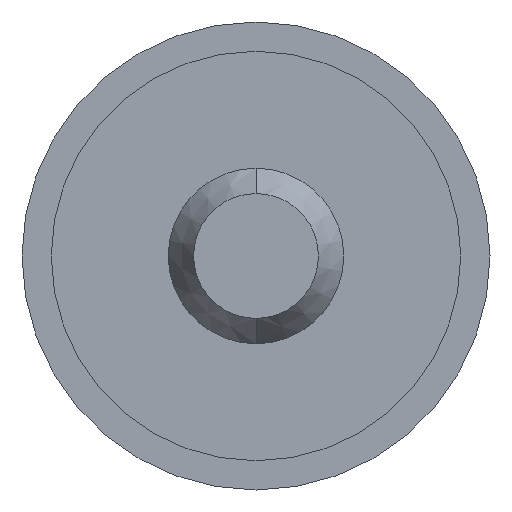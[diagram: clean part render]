
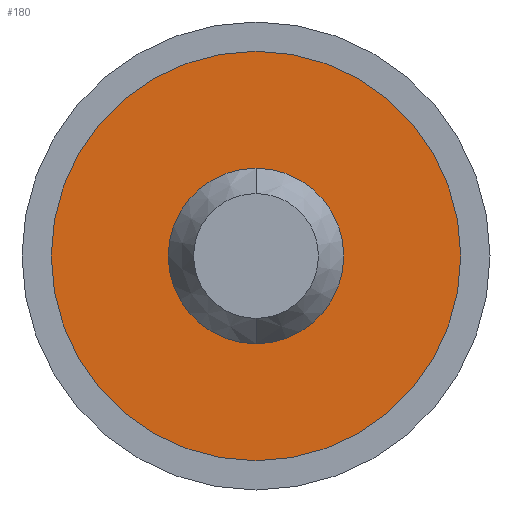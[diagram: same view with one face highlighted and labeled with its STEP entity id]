
A CAD part, front view. The second image highlights one B-rep face of the part: STEP entity #180.
In plain terms, the highlighted planar face has unit normal (0, -1, 0).
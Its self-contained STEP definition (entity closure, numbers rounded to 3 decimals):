
#2 = CARTESIAN_POINT ( 'NONE',  ( 0., -42.1, 0. ) ) ;
#63 = CARTESIAN_POINT ( 'NONE',  ( 0., -42.1, -3. ) ) ;
#168 = VERTEX_POINT ( 'NONE', #430 ) ;
#171 = EDGE_LOOP ( 'NONE', ( #966, #981 ) ) ;
#180 = ADVANCED_FACE ( 'NONE', ( #1003, #1151 ), #1064, .F. ) ;
#234 = DIRECTION ( 'NONE',  ( 0., 1., 0. ) ) ;
#237 = EDGE_CURVE ( 'NONE', #1019, #168, #493, .T. ) ;
#270 = AXIS2_PLACEMENT_3D ( 'NONE', #1291, #595, #794 ) ;
#285 = EDGE_CURVE ( 'NONE', #592, #491, #326, .T. ) ;
#300 = ORIENTED_EDGE ( 'NONE', *, *, #1095, .F. ) ;
#326 = CIRCLE ( 'NONE', #864, 3. ) ;
#362 = CARTESIAN_POINT ( 'NONE',  ( 0., -42.1, 3. ) ) ;
#373 = AXIS2_PLACEMENT_3D ( 'NONE', #2, #827, #724 ) ;
#430 = CARTESIAN_POINT ( 'NONE',  ( 0., -42.1, 7. ) ) ;
#464 = CARTESIAN_POINT ( 'NONE',  ( 0., -42.1, -7. ) ) ;
#491 = VERTEX_POINT ( 'NONE', #63 ) ;
#493 = CIRCLE ( 'NONE', #373, 7. ) ;
#541 = DIRECTION ( 'NONE',  ( 0., 0., 1. ) ) ;
#592 = VERTEX_POINT ( 'NONE', #362 ) ;
#595 = DIRECTION ( 'NONE',  ( 0., 1., 0. ) ) ;
#724 = DIRECTION ( 'NONE',  ( 0., 0., 1. ) ) ;
#728 = ORIENTED_EDGE ( 'NONE', *, *, #237, .F. ) ;
#737 = CIRCLE ( 'NONE', #270, 3. ) ;
#741 = AXIS2_PLACEMENT_3D ( 'NONE', #1200, #1111, #988 ) ;
#744 = EDGE_LOOP ( 'NONE', ( #300, #728 ) ) ;
#794 = DIRECTION ( 'NONE',  ( 0., 0., 1. ) ) ;
#827 = DIRECTION ( 'NONE',  ( 0., 1., 0. ) ) ;
#841 = DIRECTION ( 'NONE',  ( 0., 0., 1. ) ) ;
#864 = AXIS2_PLACEMENT_3D ( 'NONE', #1245, #234, #841 ) ;
#953 = DIRECTION ( 'NONE',  ( 0., 1., 0. ) ) ;
#966 = ORIENTED_EDGE ( 'NONE', *, *, #285, .T. ) ;
#981 = ORIENTED_EDGE ( 'NONE', *, *, #1051, .T. ) ;
#988 = DIRECTION ( 'NONE',  ( 0., 0., 1. ) ) ;
#1003 = FACE_OUTER_BOUND ( 'NONE', #744, .T. ) ;
#1019 = VERTEX_POINT ( 'NONE', #464 ) ;
#1051 = EDGE_CURVE ( 'NONE', #491, #592, #737, .T. ) ;
#1052 = CARTESIAN_POINT ( 'NONE',  ( 7., -42.1, 0. ) ) ;
#1064 = PLANE ( 'NONE',  #1316 ) ;
#1095 = EDGE_CURVE ( 'NONE', #168, #1019, #1171, .T. ) ;
#1111 = DIRECTION ( 'NONE',  ( 0., 1., 0. ) ) ;
#1151 = FACE_BOUND ( 'NONE', #171, .T. ) ;
#1171 = CIRCLE ( 'NONE', #741, 7. ) ;
#1200 = CARTESIAN_POINT ( 'NONE',  ( 0., -42.1, 0. ) ) ;
#1245 = CARTESIAN_POINT ( 'NONE',  ( 0., -42.1, 0. ) ) ;
#1291 = CARTESIAN_POINT ( 'NONE',  ( 0., -42.1, 0. ) ) ;
#1316 = AXIS2_PLACEMENT_3D ( 'NONE', #1052, #953, #541 ) ;
